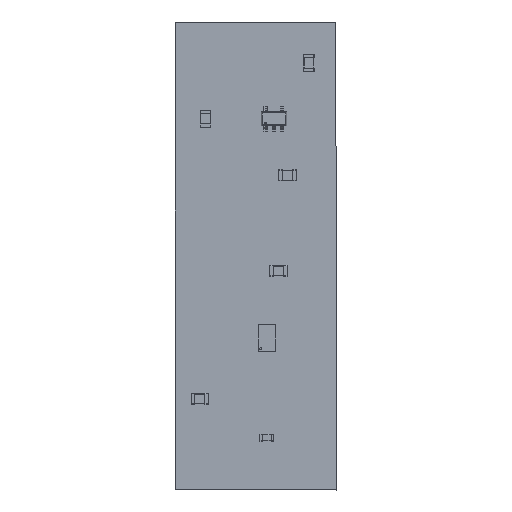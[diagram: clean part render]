
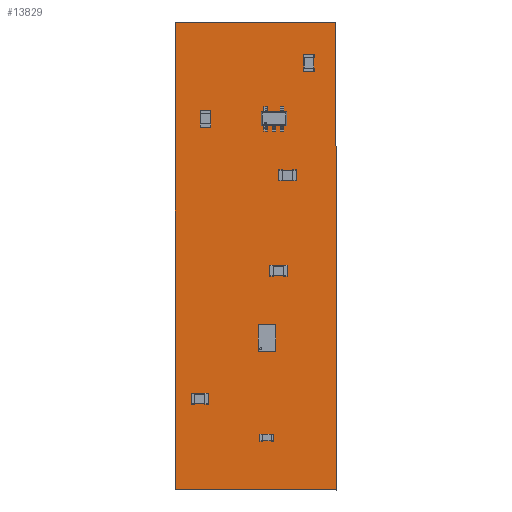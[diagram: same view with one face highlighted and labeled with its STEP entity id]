
A CAD part, top view. The second image highlights one B-rep face of the part: STEP entity #13829.
In plain terms, the highlighted planar face has unit normal (0, 0, 1).
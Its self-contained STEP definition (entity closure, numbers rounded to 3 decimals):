
#13515 = VERTEX_POINT('',#13516);
#13516 = CARTESIAN_POINT('',(118.04,-40.58,1.6));
#13523 = PLANE('',#13524);
#13524 = AXIS2_PLACEMENT_3D('',#13525,#13526,#13527);
#13525 = CARTESIAN_POINT('',(118.04,-40.58,0.));
#13526 = DIRECTION('',(-1.,-0.003,0.));
#13527 = DIRECTION('',(-0.003,1.,0.));
#13535 = PLANE('',#13536);
#13536 = AXIS2_PLACEMENT_3D('',#13537,#13538,#13539);
#13537 = CARTESIAN_POINT('',(99.45,-40.52,0.));
#13538 = DIRECTION('',(0.003,1.,0.));
#13539 = DIRECTION('',(1.,-0.003,0.));
#13547 = EDGE_CURVE('',#13515,#13548,#13550,.T.);
#13548 = VERTEX_POINT('',#13549);
#13549 = CARTESIAN_POINT('',(117.9,13.25,1.6));
#13550 = SURFACE_CURVE('',#13551,(#13555,#13562),.PCURVE_S1.);
#13551 = LINE('',#13552,#13553);
#13552 = CARTESIAN_POINT('',(118.04,-40.58,1.6));
#13553 = VECTOR('',#13554,1.);
#13554 = DIRECTION('',(-0.003,1.,0.));
#13555 = PCURVE('',#13523,#13556);
#13556 = DEFINITIONAL_REPRESENTATION('',(#13557),#13561);
#13557 = LINE('',#13558,#13559);
#13558 = CARTESIAN_POINT('',(0.,-1.6));
#13559 = VECTOR('',#13560,1.);
#13560 = DIRECTION('',(1.,0.));
#13561 = ( GEOMETRIC_REPRESENTATION_CONTEXT(2) 
PARAMETRIC_REPRESENTATION_CONTEXT() REPRESENTATION_CONTEXT('2D SPACE',''
  ) );
#13562 = PCURVE('',#13563,#13568);
#13563 = PLANE('',#13564);
#13564 = AXIS2_PLACEMENT_3D('',#13565,#13566,#13567);
#13565 = CARTESIAN_POINT('',(108.714,-13.692,1.6));
#13566 = DIRECTION('',(0.,0.,1.));
#13567 = DIRECTION('',(1.,0.,0.));
#13568 = DEFINITIONAL_REPRESENTATION('',(#13569),#13573);
#13569 = LINE('',#13570,#13571);
#13570 = CARTESIAN_POINT('',(9.326,-26.888));
#13571 = VECTOR('',#13572,1.);
#13572 = DIRECTION('',(-0.003,1.));
#13573 = ( GEOMETRIC_REPRESENTATION_CONTEXT(2) 
PARAMETRIC_REPRESENTATION_CONTEXT() REPRESENTATION_CONTEXT('2D SPACE',''
  ) );
#13591 = PLANE('',#13592);
#13592 = AXIS2_PLACEMENT_3D('',#13593,#13594,#13595);
#13593 = CARTESIAN_POINT('',(117.9,13.25,0.));
#13594 = DIRECTION('',(0.004,-1.,0.));
#13595 = DIRECTION('',(-1.,-0.004,0.));
#13633 = EDGE_CURVE('',#13548,#13634,#13636,.T.);
#13634 = VERTEX_POINT('',#13635);
#13635 = CARTESIAN_POINT('',(99.43,13.17,1.6));
#13636 = SURFACE_CURVE('',#13637,(#13641,#13648),.PCURVE_S1.);
#13637 = LINE('',#13638,#13639);
#13638 = CARTESIAN_POINT('',(117.9,13.25,1.6));
#13639 = VECTOR('',#13640,1.);
#13640 = DIRECTION('',(-1.,-0.004,0.));
#13641 = PCURVE('',#13591,#13642);
#13642 = DEFINITIONAL_REPRESENTATION('',(#13643),#13647);
#13643 = LINE('',#13644,#13645);
#13644 = CARTESIAN_POINT('',(0.,-1.6));
#13645 = VECTOR('',#13646,1.);
#13646 = DIRECTION('',(1.,0.));
#13647 = ( GEOMETRIC_REPRESENTATION_CONTEXT(2) 
PARAMETRIC_REPRESENTATION_CONTEXT() REPRESENTATION_CONTEXT('2D SPACE',''
  ) );
#13648 = PCURVE('',#13563,#13649);
#13649 = DEFINITIONAL_REPRESENTATION('',(#13650),#13654);
#13650 = LINE('',#13651,#13652);
#13651 = CARTESIAN_POINT('',(9.186,26.942));
#13652 = VECTOR('',#13653,1.);
#13653 = DIRECTION('',(-1.,-0.004));
#13654 = ( GEOMETRIC_REPRESENTATION_CONTEXT(2) 
PARAMETRIC_REPRESENTATION_CONTEXT() REPRESENTATION_CONTEXT('2D SPACE',''
  ) );
#13672 = PLANE('',#13673);
#13673 = AXIS2_PLACEMENT_3D('',#13674,#13675,#13676);
#13674 = CARTESIAN_POINT('',(99.43,13.17,0.));
#13675 = DIRECTION('',(1.,0.,0.));
#13676 = DIRECTION('',(0.,-1.,0.));
#13709 = EDGE_CURVE('',#13634,#13710,#13712,.T.);
#13710 = VERTEX_POINT('',#13711);
#13711 = CARTESIAN_POINT('',(99.45,-40.52,1.6));
#13712 = SURFACE_CURVE('',#13713,(#13717,#13724),.PCURVE_S1.);
#13713 = LINE('',#13714,#13715);
#13714 = CARTESIAN_POINT('',(99.43,13.17,1.6));
#13715 = VECTOR('',#13716,1.);
#13716 = DIRECTION('',(0.,-1.,0.));
#13717 = PCURVE('',#13672,#13718);
#13718 = DEFINITIONAL_REPRESENTATION('',(#13719),#13723);
#13719 = LINE('',#13720,#13721);
#13720 = CARTESIAN_POINT('',(0.,-1.6));
#13721 = VECTOR('',#13722,1.);
#13722 = DIRECTION('',(1.,0.));
#13723 = ( GEOMETRIC_REPRESENTATION_CONTEXT(2) 
PARAMETRIC_REPRESENTATION_CONTEXT() REPRESENTATION_CONTEXT('2D SPACE',''
  ) );
#13724 = PCURVE('',#13563,#13725);
#13725 = DEFINITIONAL_REPRESENTATION('',(#13726),#13730);
#13726 = LINE('',#13727,#13728);
#13727 = CARTESIAN_POINT('',(-9.284,26.862));
#13728 = VECTOR('',#13729,1.);
#13729 = DIRECTION('',(0.,-1.));
#13730 = ( GEOMETRIC_REPRESENTATION_CONTEXT(2) 
PARAMETRIC_REPRESENTATION_CONTEXT() REPRESENTATION_CONTEXT('2D SPACE',''
  ) );
#13780 = EDGE_CURVE('',#13710,#13515,#13781,.T.);
#13781 = SURFACE_CURVE('',#13782,(#13786,#13793),.PCURVE_S1.);
#13782 = LINE('',#13783,#13784);
#13783 = CARTESIAN_POINT('',(99.45,-40.52,1.6));
#13784 = VECTOR('',#13785,1.);
#13785 = DIRECTION('',(1.,-0.003,0.));
#13786 = PCURVE('',#13535,#13787);
#13787 = DEFINITIONAL_REPRESENTATION('',(#13788),#13792);
#13788 = LINE('',#13789,#13790);
#13789 = CARTESIAN_POINT('',(0.,-1.6));
#13790 = VECTOR('',#13791,1.);
#13791 = DIRECTION('',(1.,0.));
#13792 = ( GEOMETRIC_REPRESENTATION_CONTEXT(2) 
PARAMETRIC_REPRESENTATION_CONTEXT() REPRESENTATION_CONTEXT('2D SPACE',''
  ) );
#13793 = PCURVE('',#13563,#13794);
#13794 = DEFINITIONAL_REPRESENTATION('',(#13795),#13799);
#13795 = LINE('',#13796,#13797);
#13796 = CARTESIAN_POINT('',(-9.264,-26.828));
#13797 = VECTOR('',#13798,1.);
#13798 = DIRECTION('',(1.,-0.003));
#13799 = ( GEOMETRIC_REPRESENTATION_CONTEXT(2) 
PARAMETRIC_REPRESENTATION_CONTEXT() REPRESENTATION_CONTEXT('2D SPACE',''
  ) );
#13829 = ADVANCED_FACE('',(#13830),#13563,.T.);
#13830 = FACE_BOUND('',#13831,.T.);
#13831 = EDGE_LOOP('',(#13832,#13833,#13834,#13835));
#13832 = ORIENTED_EDGE('',*,*,#13547,.T.);
#13833 = ORIENTED_EDGE('',*,*,#13633,.T.);
#13834 = ORIENTED_EDGE('',*,*,#13709,.T.);
#13835 = ORIENTED_EDGE('',*,*,#13780,.T.);
